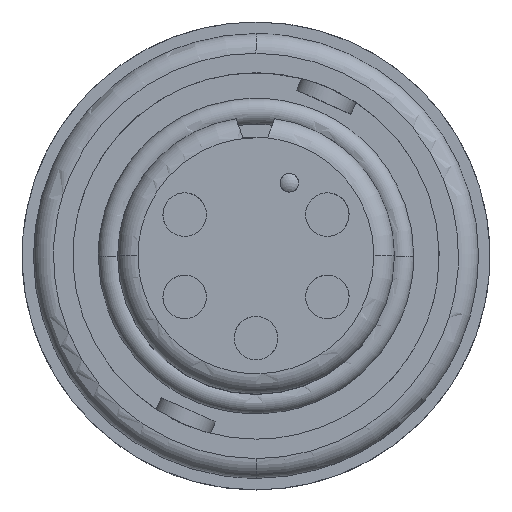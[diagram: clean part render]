
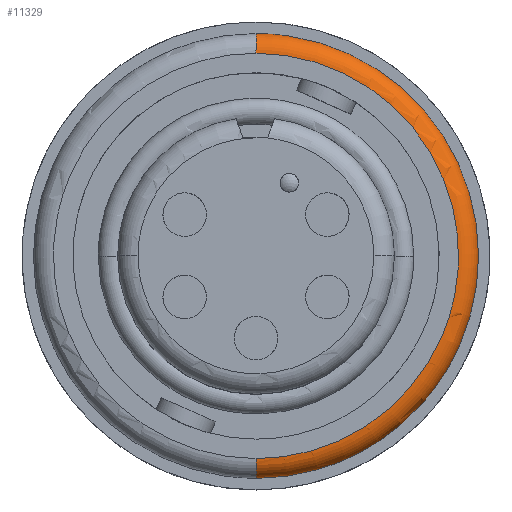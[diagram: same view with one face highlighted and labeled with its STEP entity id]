
A CAD part, top view. The second image highlights one B-rep face of the part: STEP entity #11329.
In plain terms, the highlighted toroidal (fillet/blend) face has major radius 7.811 mm and minor radius 0.762 mm.
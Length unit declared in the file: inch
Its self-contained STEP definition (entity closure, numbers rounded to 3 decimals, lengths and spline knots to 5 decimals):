
#78 = CARTESIAN_POINT ( 'NONE',  ( 0.27839, -0.19356, -0.161 ) ) ;
#104 = EDGE_CURVE ( 'NONE', #18098, #8896, #16922, .T. ) ;
#730 = CARTESIAN_POINT ( 'NONE',  ( 0.24922, 0.22929, -0.161 ) ) ;
#998 = EDGE_CURVE ( 'NONE', #14155, #3672, #5501, .T. ) ;
#1056 = CARTESIAN_POINT ( 'NONE',  ( 0.02963, -0.3075, -0.131 ) ) ;
#1328 = CARTESIAN_POINT ( 'NONE',  ( 0.30747, -0.02584, -0.131 ) ) ;
#1387 = CARTESIAN_POINT ( 'NONE',  ( 0., -0.3375, -0.161 ) ) ;
#1441 = CARTESIAN_POINT ( 'NONE',  ( 0., 0.3375, -0.161 ) ) ;
#1487 = CARTESIAN_POINT ( 'NONE',  ( 0.21166, -0.26488, -0.161 ) ) ;
#1616 = AXIS2_PLACEMENT_3D ( 'NONE', #11228, #2893, #12621 ) ;
#1667 = B_SPLINE_CURVE_WITH_KNOTS ( 'NONE', 3,
 ( #14978, #13550, #9358, #6632, #16383, #8035, #17789, #9414, #1056, #10814 ),
 .UNSPECIFIED., .F., .F.,
 ( 4, 2, 2, 2, 4 ),
 ( 0., 0.09201, 0.18402, 0.27604, 0.36805 ),
 .UNSPECIFIED. ) ;
#1982 = CARTESIAN_POINT ( 'NONE',  ( 0.28145, -0.12385, -0.131 ) ) ;
#2087 = CARTESIAN_POINT ( 'NONE',  ( 0.32016, -0.11038, -0.161 ) ) ;
#2154 = CARTESIAN_POINT ( 'NONE',  ( 0.18527, 0.28348, -0.161 ) ) ;
#2269 = CARTESIAN_POINT ( 'NONE',  ( 0.02544, 0.3075, -0.131 ) ) ;
#2703 = CARTESIAN_POINT ( 'NONE',  ( 0.10019, 0.29183, -0.131 ) ) ;
#2755 = CARTESIAN_POINT ( 'NONE',  ( 0.2917, -0.10057, -0.131 ) ) ;
#2810 = ORIENTED_EDGE ( 'NONE', *, *, #998, .F. ) ;
#2867 = AXIS2_PLACEMENT_3D ( 'NONE', #8742, #4560, #10122 ) ;
#2893 = DIRECTION ( 'NONE',  ( 1., 0., 0. ) ) ;
#2896 = CARTESIAN_POINT ( 'NONE',  ( 0.12738, -0.31423, -0.161 ) ) ;
#2937 = CARTESIAN_POINT ( 'NONE',  ( 0., 0.3075, -0.161 ) ) ;
#3562 = CARTESIAN_POINT ( 'NONE',  ( 0.10996, 0.3203, -0.161 ) ) ;
#3672 = VERTEX_POINT ( 'NONE', #1441 ) ;
#3848 = FACE_OUTER_BOUND ( 'NONE', #10240, .T. ) ;
#4107 = CARTESIAN_POINT ( 'NONE',  ( 0.1688, 0.25828, -0.131 ) ) ;
#4293 = EDGE_CURVE ( 'NONE', #4592, #8879, #1667, .T. ) ;
#4310 = CARTESIAN_POINT ( 'NONE',  ( 0., -0.3375, -0.161 ) ) ;
#4355 = DIRECTION ( 'NONE',  ( 0., 0., 1. ) ) ;
#4560 = DIRECTION ( 'NONE',  ( 0., 0., -1. ) ) ;
#4592 = VERTEX_POINT ( 'NONE', #1982 ) ;
#4817 = CARTESIAN_POINT ( 'NONE',  ( 0., 0.3075, -0.131 ) ) ;
#4905 = CARTESIAN_POINT ( 'NONE',  ( 0.33746, -0.02836, -0.161 ) ) ;
#4971 = CARTESIAN_POINT ( 'NONE',  ( 0.02792, 0.3375, -0.161 ) ) ;
#5501 = CIRCLE ( 'NONE', #10592, 0.03 ) ;
#5520 = CARTESIAN_POINT ( 'NONE',  ( 0.22707, 0.20891, -0.131 ) ) ;
#6310 = CARTESIAN_POINT ( 'NONE',  ( 0.33409, 0.0554, -0.161 ) ) ;
#6632 = CARTESIAN_POINT ( 'NONE',  ( 0.2153, -0.22154, -0.131 ) ) ;
#6907 = CARTESIAN_POINT ( 'NONE',  ( 0.27143, 0.14673, -0.131 ) ) ;
#7713 = CARTESIAN_POINT ( 'NONE',  ( 0.31025, 0.13576, -0.161 ) ) ;
#7865 = CARTESIAN_POINT ( 'NONE',  ( 0.30891, -0.13594, -0.161 ) ) ;
#7925 = ORIENTED_EDGE ( 'NONE', *, *, #9651, .T. ) ;
#8035 = CARTESIAN_POINT ( 'NONE',  ( 0.14322, -0.27372, -0.131 ) ) ;
#8315 = CARTESIAN_POINT ( 'NONE',  ( 0.29915, 0.07557, -0.131 ) ) ;
#8454 = CARTESIAN_POINT ( 'NONE',  ( 0.29582, -0.1657, -0.161 ) ) ;
#8742 = CARTESIAN_POINT ( 'NONE',  ( 0., 0., -0.161 ) ) ;
#8879 = VERTEX_POINT ( 'NONE', #13370 ) ;
#8896 = VERTEX_POINT ( 'NONE', #7865 ) ;
#8974 = CARTESIAN_POINT ( 'NONE',  ( 0.30891, -0.13594, -0.161 ) ) ;
#9095 = CARTESIAN_POINT ( 'NONE',  ( 0.2674, 0.20781, -0.161 ) ) ;
#9358 = CARTESIAN_POINT ( 'NONE',  ( 0.25364, -0.17635, -0.131 ) ) ;
#9414 = CARTESIAN_POINT ( 'NONE',  ( 0.05925, -0.30319, -0.131 ) ) ;
#9651 = EDGE_CURVE ( 'NONE', #14155, #4592, #14762, .T. ) ;
#9683 = CARTESIAN_POINT ( 'NONE',  ( 0.30855, -0.00023, -0.131 ) ) ;
#9829 = CARTESIAN_POINT ( 'NONE',  ( 0.23631, -0.24315, -0.161 ) ) ;
#10122 = DIRECTION ( 'NONE',  ( 0., 1., 0. ) ) ;
#10240 = EDGE_LOOP ( 'NONE', ( #14335, #10889, #11431, #15608, #2810, #7925 ) ) ;
#10491 = CARTESIAN_POINT ( 'NONE',  ( 0.20816, 0.26712, -0.161 ) ) ;
#10592 = AXIS2_PLACEMENT_3D ( 'NONE', #2937, #12667, #4355 ) ;
#10814 = CARTESIAN_POINT ( 'NONE',  ( 0., -0.3075, -0.131 ) ) ;
#10889 = ORIENTED_EDGE ( 'NONE', *, *, #13839, .T. ) ;
#11016 = CARTESIAN_POINT ( 'NONE',  ( 0.05087, 0.30433, -0.131 ) ) ;
#11085 = CARTESIAN_POINT ( 'NONE',  ( 0.29904, -0.07601, -0.131 ) ) ;
#11228 = CARTESIAN_POINT ( 'NONE',  ( 0., -0.3075, -0.161 ) ) ;
#11233 = CARTESIAN_POINT ( 'NONE',  ( 0.15719, -0.30042, -0.161 ) ) ;
#11329 = ADVANCED_FACE ( 'NONE', ( #3848 ), #14961, .T. ) ;
#11431 = ORIENTED_EDGE ( 'NONE', *, *, #104, .T. ) ;
#11549 = EDGE_CURVE ( 'NONE', #8896, #3672, #15375, .T. ) ;
#11889 = CARTESIAN_POINT ( 'NONE',  ( 0.13617, 0.31007, -0.161 ) ) ;
#12418 = CARTESIAN_POINT ( 'NONE',  ( 0.12407, 0.28251, -0.131 ) ) ;
#12477 = CARTESIAN_POINT ( 'NONE',  ( 0.28145, -0.12385, -0.131 ) ) ;
#12500 = CIRCLE ( 'NONE', #1616, 0.03 ) ;
#12621 = DIRECTION ( 'NONE',  ( 0., 1., 0. ) ) ;
#12623 = CARTESIAN_POINT ( 'NONE',  ( 0.06504, -0.33277, -0.161 ) ) ;
#12667 = DIRECTION ( 'NONE',  ( -1., 0., 0. ) ) ;
#13217 = CARTESIAN_POINT ( 'NONE',  ( 0.32822, -0.08343, -0.161 ) ) ;
#13286 = CARTESIAN_POINT ( 'NONE',  ( 0.05584, 0.33402, -0.161 ) ) ;
#13370 = CARTESIAN_POINT ( 'NONE',  ( 0., -0.3075, -0.131 ) ) ;
#13550 = CARTESIAN_POINT ( 'NONE',  ( 0.26952, -0.15097, -0.131 ) ) ;
#13818 = CARTESIAN_POINT ( 'NONE',  ( 0.18966, 0.24338, -0.131 ) ) ;
#13839 = EDGE_CURVE ( 'NONE', #8879, #18098, #12500, .T. ) ;
#14024 = CARTESIAN_POINT ( 'NONE',  ( 0.03252, -0.3375, -0.161 ) ) ;
#14155 = VERTEX_POINT ( 'NONE', #4817 ) ;
#14335 = ORIENTED_EDGE ( 'NONE', *, *, #4293, .T. ) ;
#14635 = CARTESIAN_POINT ( 'NONE',  ( 0.33865, -0.00025, -0.161 ) ) ;
#14697 = CARTESIAN_POINT ( 'NONE',  ( 0., 0.3375, -0.161 ) ) ;
#14762 = B_SPLINE_CURVE_WITH_KNOTS ( 'NONE', 3,
 ( #18012, #2269, #11016, #2703, #12418, #4107, #13818, #5520, #15248, #6907, #16652, #8315, #18072, #9683, #1328, #11085, #2755, #12477 ),
 .UNSPECIFIED., .F., .F.,
 ( 4, 2, 2, 2, 2, 2, 2, 2, 4 ),
 ( 0.36805, 0.44704, 0.52604, 0.60503, 0.68402, 0.76302, 0.84201, 0.92101, 1. ),
 .UNSPECIFIED. ) ;
#14961 = TOROIDAL_SURFACE ( 'NONE', #2867, 0.3075, 0.03 ) ;
#14978 = CARTESIAN_POINT ( 'NONE',  ( 0.28145, -0.12385, -0.131 ) ) ;
#15248 = CARTESIAN_POINT ( 'NONE',  ( 0.24363, 0.18934, -0.131 ) ) ;
#15375 = B_SPLINE_CURVE_WITH_KNOTS ( 'NONE', 3,
 ( #8974, #2087, #13217, #4905, #14635, #6310, #16046, #7713, #17456, #9095, #730, #10491, #2154, #11889, #3562, #13286, #4971, #14697 ),
 .UNSPECIFIED., .F., .F.,
 ( 4, 2, 2, 2, 2, 2, 2, 2, 4 ),
 ( 0., 0.07899, 0.15799, 0.23698, 0.31598, 0.39497, 0.47396, 0.55296, 0.63195 ),
 .UNSPECIFIED. ) ;
#15608 = ORIENTED_EDGE ( 'NONE', *, *, #11549, .T. ) ;
#16046 = CARTESIAN_POINT ( 'NONE',  ( 0.32834, 0.08294, -0.161 ) ) ;
#16383 = CARTESIAN_POINT ( 'NONE',  ( 0.19285, -0.24134, -0.131 ) ) ;
#16652 = CARTESIAN_POINT ( 'NONE',  ( 0.28267, 0.1237, -0.131 ) ) ;
#16804 = CARTESIAN_POINT ( 'NONE',  ( 0.30891, -0.13594, -0.161 ) ) ;
#16922 = B_SPLINE_CURVE_WITH_KNOTS ( 'NONE', 3,
 ( #4310, #14024, #12623, #2896, #11233, #1487, #9829, #78, #8454, #16804 ),
 .UNSPECIFIED., .F., .F.,
 ( 4, 2, 2, 2, 4 ),
 ( 0.63195, 0.72396, 0.81598, 0.90799, 1. ),
 .UNSPECIFIED. ) ;
#17456 = CARTESIAN_POINT ( 'NONE',  ( 0.29791, 0.16105, -0.161 ) ) ;
#17789 = CARTESIAN_POINT ( 'NONE',  ( 0.11605, -0.2863, -0.131 ) ) ;
#18012 = CARTESIAN_POINT ( 'NONE',  ( 0., 0.3075, -0.131 ) ) ;
#18072 = CARTESIAN_POINT ( 'NONE',  ( 0.30439, 0.05048, -0.131 ) ) ;
#18098 = VERTEX_POINT ( 'NONE', #1387 ) ;
